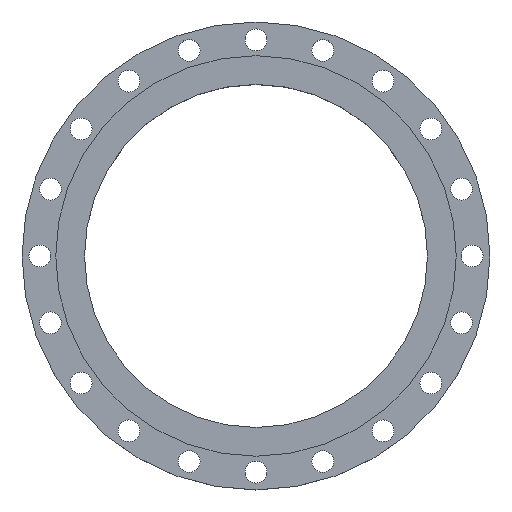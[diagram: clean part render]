
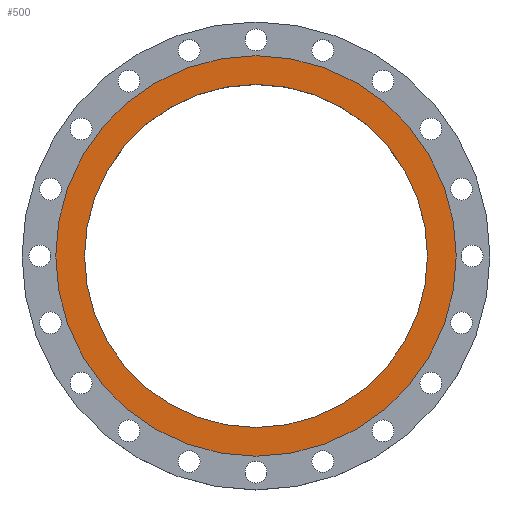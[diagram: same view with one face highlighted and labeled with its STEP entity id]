
A CAD part, top view. The second image highlights one B-rep face of the part: STEP entity #500.
In plain terms, the highlighted planar face has unit normal (0, 0, 1).
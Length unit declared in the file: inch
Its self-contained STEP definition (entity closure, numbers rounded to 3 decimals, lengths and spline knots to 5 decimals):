
#15 = CARTESIAN_POINT ( 'NONE',  ( 0., 0., 0. ) ) ;
#34 = VERTEX_POINT ( 'NONE', #1894 ) ;
#172 = CIRCLE ( 'NONE', #1280, 12.625 ) ;
#180 = DIRECTION ( 'NONE',  ( 1., 0., 0. ) ) ;
#228 = ORIENTED_EDGE ( 'NONE', *, *, #490, .F. ) ;
#274 = DIRECTION ( 'NONE',  ( 1., 0., 0. ) ) ;
#359 = CARTESIAN_POINT ( 'NONE',  ( 0., 10.8125, 0. ) ) ;
#436 = CARTESIAN_POINT ( 'NONE',  ( 0., 0., 0. ) ) ;
#490 = EDGE_CURVE ( 'NONE', #1954, #1293, #1731, .T. ) ;
#499 = DIRECTION ( 'NONE',  ( 0., 0., 1. ) ) ;
#500 = ADVANCED_FACE ( 'NONE', ( #1643, #1502 ), #1783, .F. ) ;
#510 = AXIS2_PLACEMENT_3D ( 'NONE', #359, #1958, #544 ) ;
#513 = CIRCLE ( 'NONE', #1635, 10.8125 ) ;
#515 = CARTESIAN_POINT ( 'NONE',  ( 0., 0., 0. ) ) ;
#544 = DIRECTION ( 'NONE',  ( -1., 0., 0. ) ) ;
#613 = CARTESIAN_POINT ( 'NONE',  ( 0., 0., 0. ) ) ;
#646 = AXIS2_PLACEMENT_3D ( 'NONE', #436, #2025, #1683 ) ;
#731 = DIRECTION ( 'NONE',  ( 0., 0., 1. ) ) ;
#891 = ORIENTED_EDGE ( 'NONE', *, *, #1266, .T. ) ;
#930 = CARTESIAN_POINT ( 'NONE',  ( -10.8125, 0., 0. ) ) ;
#985 = EDGE_LOOP ( 'NONE', ( #891, #1745 ) ) ;
#993 = VERTEX_POINT ( 'NONE', #1659 ) ;
#1180 = CIRCLE ( 'NONE', #646, 12.625 ) ;
#1189 = ORIENTED_EDGE ( 'NONE', *, *, #1336, .F. ) ;
#1266 = EDGE_CURVE ( 'NONE', #993, #34, #172, .T. ) ;
#1280 = AXIS2_PLACEMENT_3D ( 'NONE', #613, #731, #274 ) ;
#1293 = VERTEX_POINT ( 'NONE', #1996 ) ;
#1327 = DIRECTION ( 'NONE',  ( 1., 0., 0. ) ) ;
#1336 = EDGE_CURVE ( 'NONE', #1293, #1954, #513, .T. ) ;
#1502 = FACE_OUTER_BOUND ( 'NONE', #985, .T. ) ;
#1635 = AXIS2_PLACEMENT_3D ( 'NONE', #15, #499, #180 ) ;
#1643 = FACE_BOUND ( 'NONE', #2017, .T. ) ;
#1659 = CARTESIAN_POINT ( 'NONE',  ( 12.625, 0., 0. ) ) ;
#1681 = EDGE_CURVE ( 'NONE', #34, #993, #1180, .T. ) ;
#1683 = DIRECTION ( 'NONE',  ( 1., 0., 0. ) ) ;
#1731 = CIRCLE ( 'NONE', #1959, 10.8125 ) ;
#1745 = ORIENTED_EDGE ( 'NONE', *, *, #1681, .T. ) ;
#1783 = PLANE ( 'NONE',  #510 ) ;
#1816 = DIRECTION ( 'NONE',  ( 0., 0., 1. ) ) ;
#1894 = CARTESIAN_POINT ( 'NONE',  ( -12.625, 0., 0. ) ) ;
#1954 = VERTEX_POINT ( 'NONE', #930 ) ;
#1958 = DIRECTION ( 'NONE',  ( 0., 0., -1. ) ) ;
#1959 = AXIS2_PLACEMENT_3D ( 'NONE', #515, #1816, #1327 ) ;
#1996 = CARTESIAN_POINT ( 'NONE',  ( 10.8125, 0., 0. ) ) ;
#2017 = EDGE_LOOP ( 'NONE', ( #1189, #228 ) ) ;
#2025 = DIRECTION ( 'NONE',  ( 0., 0., 1. ) ) ;
